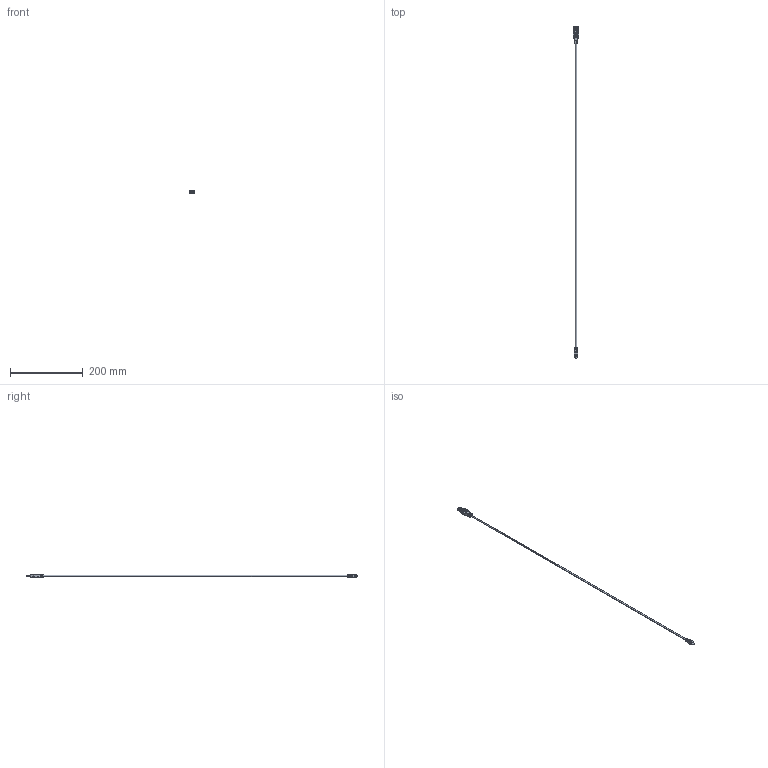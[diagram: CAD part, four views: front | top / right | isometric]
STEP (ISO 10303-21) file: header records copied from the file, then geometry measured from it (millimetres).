
FILE_DESCRIPTION((''),'2;1');
FILE_NAME('USB_AM_TO_MICRO_BM','2017-09-26T',('admin'),(''),'PRO/ENGINEER BY PARAMETRIC TECHNOLOGY CORPORATION, 2011310','PRO/ENGINEER BY PARAMETRIC TECHNOLOGY CORPORATION, 2011310','');
FILE_SCHEMA(('CONFIG_CONTROL_DESIGN'));
Products named in the file (1): USB_AM_TO_MICRO_BM
Bounding box: 15.8 x 915.1 x 8 mm (x, y, z)
Volume: 15588.2 mm3; surface area: 16452.2 mm2
Topology: 1 solids, 9 shells, 1717 faces, 5036 edges, 3252 vertices
Faces by surface type: plane 1021, cylinder 490, extrusion 101, cone 40, revolution 25, torus 18, sphere 16, bspline 6
Entity records: 58076 total; most frequent: CARTESIAN_POINT 12879, ORIENTED_EDGE 9851, DIRECTION 8714, EDGE_CURVE 5018, VECTOR 3541, LINE 3440, VERTEX_POINT 3251, AXIS2_PLACEMENT_3D 2574
